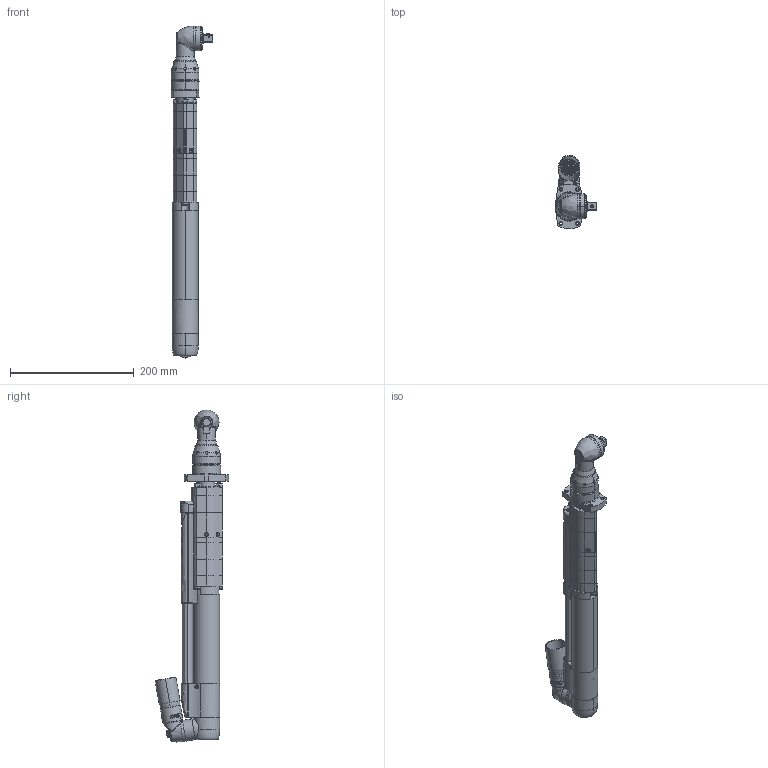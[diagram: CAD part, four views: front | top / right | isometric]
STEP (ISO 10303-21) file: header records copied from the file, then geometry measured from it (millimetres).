
FILE_DESCRIPTION((''),'2;1');
FILE_NAME('9831407739_ASM','2016-06-27T',('TOOmo'),(''),'CREO PARAMETRIC BY PTC INC, 2015380','CREO PARAMETRIC BY PTC INC, 2015380','');
FILE_SCHEMA(('CONFIG_CONTROL_DESIGN','GEOMETRIC_VALIDATION_PROPERTIES_MIM'));
Products named in the file (52): 4230260102; 4230260112_ASM; 4230262500; 0219110017; 4230262900; 4230262180_ASM; 4230263000; 4230263200; 4230263300; 4230263280_ASM; 4230263700; 4230263400; 4230262700; 4230263500_AF0; 0215000398; 4230264080_ASM; 4230261700; 4230300081_ASM; 4230301181_ASM; 4230161900; 4230217000; 0211122000; 4230217081_ASM; 4230225301; 4230218070_AF0; 4230218070_AF1; 4230265880_ASM; 0216195765; 4230297283_ASM; 4230224900; 0211111000; 0162156731; 4230225100_AF0; 4230224980_SPEC_ASM; 4230300580_ASM; 4230296286_ASM; 4230264407; 0211117400; 4230233600; 0261109110 ...
Assembly tree (64 placements, depth 5):
  9831407739_ASM
    4230301181_ASM
      4230260112_ASM
        4230260102
      4230262180_ASM
        4230262500
        0219110017  x2
        4230262900
      4230264080_ASM
        4230263000
        4230263280_ASM
          4230263200
          4230263300
        4230263700
        4230263400
        4230262700
        4230263500_AF0
        0215000398
      4230300081_ASM
        4230261700
    4230217081_ASM
      4230161900  x2
      4230217000
      0211122000  x3
    4230296286_ASM
      4230297283_ASM
        4230225301
        4230265880_ASM
          4230218070_AF0
          4230218070_AF1
        0216195765  x4
      4230300580_ASM
        4230224980_SPEC_ASM
          4230224900
          0211111000
          0162156731  x2
          4230225100_AF0
    4230264407
    0211117400  x2
    4230233580_ASM
      4230233600
      0261109110  x3
      0246195689  x3
    4224250800_ASM
      4220292611
      4220282360_ASM
        4210067535
      4090028100
      4220199300
      4220246600
      4250101200
    4220084800
Bounding box: 67 x 118.95 x 535.83 mm (x, y, z)
Volume: 495577.2 mm3; surface area: 297904.3 mm2
Topology: 50 solids, 66 shells, 5203 faces, 13669 edges, 8784 vertices
Faces by surface type: plane 2157, cylinder 1650, torus 455, bspline 429, cone 399, sphere 94, extrusion 13, revolution 6
Entity records: 187002 total; most frequent: CARTESIAN_POINT 51195, ORIENTED_EDGE 22986, DIRECTION 21580, EDGE_CURVE 11523, AXIS2_PLACEMENT_3D 7950, PRESENTATION_STYLE_ASSIGNMENT 7950, STYLED_ITEM 7718, CURVE_STYLE 7663
